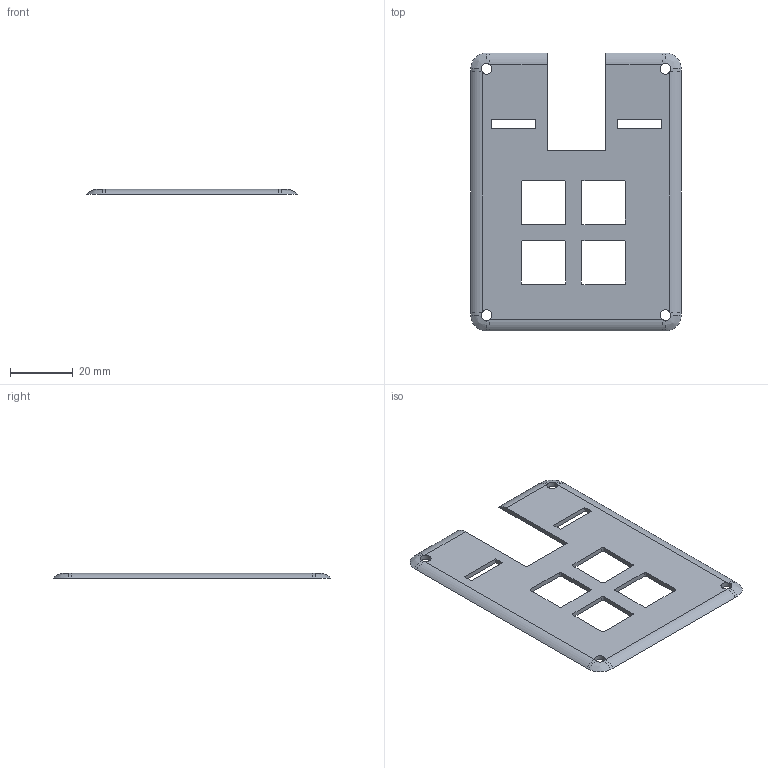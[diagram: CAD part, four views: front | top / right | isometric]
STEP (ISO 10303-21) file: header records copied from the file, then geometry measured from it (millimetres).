
FILE_DESCRIPTION(/* description */ (''),/* implementation_level */ '2;1');
FILE_NAME(/* name */ 'hackpad_top.step',/* time_stamp */ '2026-01-21T06:33:27-03:00',/* author */ (''),/* organization */ (''),/* preprocessor_version */ 'ST-DEVELOPER v20.1',/* originating_system */ 'Autodesk Translation Framework v14.21.0.0',/* authorisation */ '');
FILE_SCHEMA (('AUTOMOTIVE_DESIGN { 1 0 10303 214 3 1 1 }'));
Length unit declared in the file: centimetre
Products named in the file (1): hackpad_top
Bounding box: 66.83 x 88.28 x 1.7 mm (x, y, z)
Volume: 6152.3 mm3; surface area: 9582.6 mm2
Topology: 1 solids, 1 shells, 396 faces, 1121 edges, 744 vertices
Faces by surface type: bspline 217, plane 146, cylinder 33
Full cylindrical faces by diameter (mm): 3.4 x4
Entity records: 14856 total; most frequent: CARTESIAN_POINT 5955, ORIENTED_EDGE 2242, EDGE_CURVE 1121, DIRECTION 1115, VERTEX_POINT 744, LINE 619, VECTOR 619, B_SPLINE_CURVE_WITH_KNOTS 434
